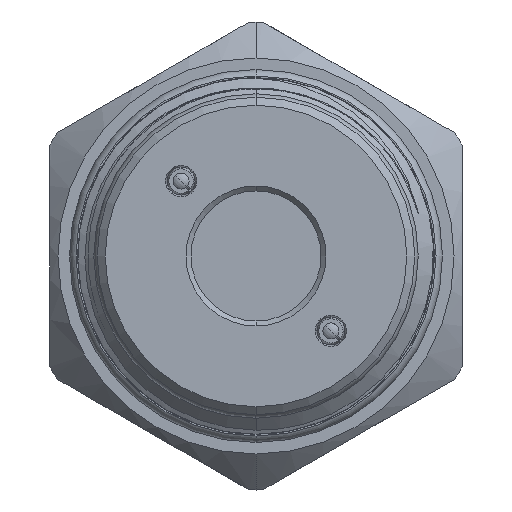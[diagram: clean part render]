
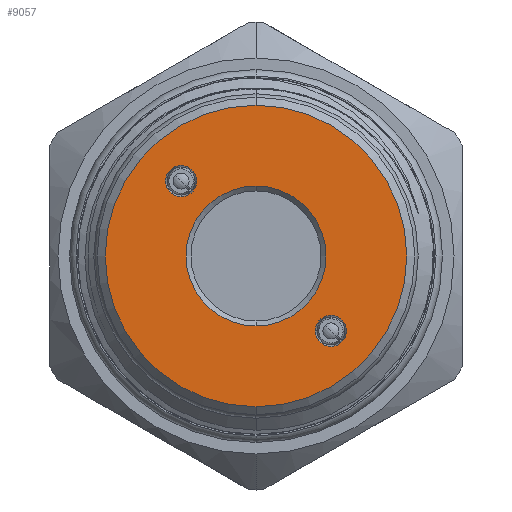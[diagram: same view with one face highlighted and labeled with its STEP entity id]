
A CAD part, left-side view. The second image highlights one B-rep face of the part: STEP entity #9057.
In plain terms, the highlighted planar face has unit normal (-1, 0, 0).
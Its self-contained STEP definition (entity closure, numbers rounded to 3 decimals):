
#355 = CARTESIAN_POINT ( 'NONE',  ( -7.9, -7.495, -5.935 ) ) ;
#468 = DIRECTION ( 'NONE',  ( 0., 0., -1. ) ) ;
#715 = CARTESIAN_POINT ( 'NONE',  ( -7.9, 0., 0. ) ) ;
#968 = CIRCLE ( 'NONE', #3172, 1.561 ) ;
#1336 = CARTESIAN_POINT ( 'NONE',  ( -7.9, 0., -7. ) ) ;
#1604 = EDGE_CURVE ( 'NONE', #1771, #13442, #4049, .T. ) ;
#1632 = DIRECTION ( 'NONE',  ( 0., 0., -1. ) ) ;
#1771 = VERTEX_POINT ( 'NONE', #13091 ) ;
#2081 = AXIS2_PLACEMENT_3D ( 'NONE', #15770, #8231, #1632 ) ;
#3172 = AXIS2_PLACEMENT_3D ( 'NONE', #14992, #16134, #5972 ) ;
#3593 = CARTESIAN_POINT ( 'NONE',  ( -7.9, -7.495, -9.056 ) ) ;
#3686 = DIRECTION ( 'NONE',  ( 1., 0., 0. ) ) ;
#3749 = DIRECTION ( 'NONE',  ( 0., 0., 1. ) ) ;
#4019 = EDGE_CURVE ( 'NONE', #7713, #6545, #12884, .T. ) ;
#4049 = CIRCLE ( 'NONE', #7700, 7. ) ;
#4167 = CIRCLE ( 'NONE', #5715, 1.561 ) ;
#4341 = ORIENTED_EDGE ( 'NONE', *, *, #8273, .F. ) ;
#4565 = AXIS2_PLACEMENT_3D ( 'NONE', #715, #8411, #15912 ) ;
#4763 = CARTESIAN_POINT ( 'NONE',  ( -7.9, 0., 15.075 ) ) ;
#4879 = ORIENTED_EDGE ( 'NONE', *, *, #1604, .T. ) ;
#4908 = EDGE_LOOP ( 'NONE', ( #8178, #11727 ) ) ;
#5260 = ORIENTED_EDGE ( 'NONE', *, *, #13512, .T. ) ;
#5461 = CARTESIAN_POINT ( 'NONE',  ( -7.9, -7.495, -7.495 ) ) ;
#5531 = DIRECTION ( 'NONE',  ( 1., 0., 0. ) ) ;
#5624 = DIRECTION ( 'NONE',  ( -1., 0., 0. ) ) ;
#5715 = AXIS2_PLACEMENT_3D ( 'NONE', #5461, #5624, #9249 ) ;
#5972 = DIRECTION ( 'NONE',  ( 0., 0., 1. ) ) ;
#6426 = DIRECTION ( 'NONE',  ( 0., 0., -1. ) ) ;
#6545 = VERTEX_POINT ( 'NONE', #8050 ) ;
#6755 = CARTESIAN_POINT ( 'NONE',  ( -7.9, 0., 0. ) ) ;
#7176 = EDGE_CURVE ( 'NONE', #7226, #8986, #4167, .T. ) ;
#7226 = VERTEX_POINT ( 'NONE', #3593 ) ;
#7508 = FACE_OUTER_BOUND ( 'NONE', #4908, .T. ) ;
#7550 = CARTESIAN_POINT ( 'NONE',  ( -7.9, 7.495, 9.056 ) ) ;
#7700 = AXIS2_PLACEMENT_3D ( 'NONE', #16424, #3686, #6426 ) ;
#7713 = VERTEX_POINT ( 'NONE', #4763 ) ;
#7964 = CARTESIAN_POINT ( 'NONE',  ( -7.9, 0., 0. ) ) ;
#8050 = CARTESIAN_POINT ( 'NONE',  ( -7.9, 0., -15.075 ) ) ;
#8178 = ORIENTED_EDGE ( 'NONE', *, *, #14744, .T. ) ;
#8231 = DIRECTION ( 'NONE',  ( -1., 0., 0. ) ) ;
#8273 = EDGE_CURVE ( 'NONE', #8986, #7226, #8536, .T. ) ;
#8305 = PLANE ( 'NONE',  #4565 ) ;
#8411 = DIRECTION ( 'NONE',  ( 1., 0., 0. ) ) ;
#8536 = CIRCLE ( 'NONE', #15073, 1.561 ) ;
#8986 = VERTEX_POINT ( 'NONE', #355 ) ;
#9031 = EDGE_LOOP ( 'NONE', ( #4879, #5260 ) ) ;
#9057 = ADVANCED_FACE ( 'NONE', ( #13543, #10926, #7508, #10131 ), #8305, .F. ) ;
#9239 = DIRECTION ( 'NONE',  ( 0., 0., -1. ) ) ;
#9249 = DIRECTION ( 'NONE',  ( 0., 0., -1. ) ) ;
#9770 = CARTESIAN_POINT ( 'NONE',  ( -7.9, 7.495, 5.935 ) ) ;
#10131 = FACE_BOUND ( 'NONE', #14838, .T. ) ;
#10622 = AXIS2_PLACEMENT_3D ( 'NONE', #7964, #11605, #9239 ) ;
#10831 = CIRCLE ( 'NONE', #16035, 7. ) ;
#10926 = FACE_BOUND ( 'NONE', #13517, .T. ) ;
#10983 = CARTESIAN_POINT ( 'NONE',  ( -7.9, -7.495, -7.495 ) ) ;
#11429 = DIRECTION ( 'NONE',  ( -1., 0., 0. ) ) ;
#11605 = DIRECTION ( 'NONE',  ( -1., 0., 0. ) ) ;
#11727 = ORIENTED_EDGE ( 'NONE', *, *, #4019, .T. ) ;
#12397 = CIRCLE ( 'NONE', #15295, 1.561 ) ;
#12598 = CIRCLE ( 'NONE', #2081, 15.075 ) ;
#12884 = CIRCLE ( 'NONE', #10622, 15.075 ) ;
#13091 = CARTESIAN_POINT ( 'NONE',  ( -7.9, 0., 7. ) ) ;
#13442 = VERTEX_POINT ( 'NONE', #1336 ) ;
#13460 = ORIENTED_EDGE ( 'NONE', *, *, #7176, .F. ) ;
#13512 = EDGE_CURVE ( 'NONE', #13442, #1771, #10831, .T. ) ;
#13517 = EDGE_LOOP ( 'NONE', ( #13661, #14990 ) ) ;
#13543 = FACE_BOUND ( 'NONE', #9031, .T. ) ;
#13661 = ORIENTED_EDGE ( 'NONE', *, *, #14472, .F. ) ;
#14064 = CARTESIAN_POINT ( 'NONE',  ( -7.9, 7.495, 7.495 ) ) ;
#14364 = DIRECTION ( 'NONE',  ( -1., 0., 0. ) ) ;
#14462 = VERTEX_POINT ( 'NONE', #7550 ) ;
#14472 = EDGE_CURVE ( 'NONE', #14462, #15352, #12397, .T. ) ;
#14744 = EDGE_CURVE ( 'NONE', #6545, #7713, #12598, .T. ) ;
#14809 = DIRECTION ( 'NONE',  ( 0., 0., -1. ) ) ;
#14838 = EDGE_LOOP ( 'NONE', ( #13460, #4341 ) ) ;
#14990 = ORIENTED_EDGE ( 'NONE', *, *, #16558, .F. ) ;
#14992 = CARTESIAN_POINT ( 'NONE',  ( -7.9, 7.495, 7.495 ) ) ;
#15073 = AXIS2_PLACEMENT_3D ( 'NONE', #10983, #14364, #14809 ) ;
#15295 = AXIS2_PLACEMENT_3D ( 'NONE', #14064, #11429, #3749 ) ;
#15352 = VERTEX_POINT ( 'NONE', #9770 ) ;
#15770 = CARTESIAN_POINT ( 'NONE',  ( -7.9, 0., 0. ) ) ;
#15912 = DIRECTION ( 'NONE',  ( 0., 0., -1. ) ) ;
#16035 = AXIS2_PLACEMENT_3D ( 'NONE', #6755, #5531, #468 ) ;
#16134 = DIRECTION ( 'NONE',  ( -1., 0., 0. ) ) ;
#16424 = CARTESIAN_POINT ( 'NONE',  ( -7.9, 0., 0. ) ) ;
#16558 = EDGE_CURVE ( 'NONE', #15352, #14462, #968, .T. ) ;
